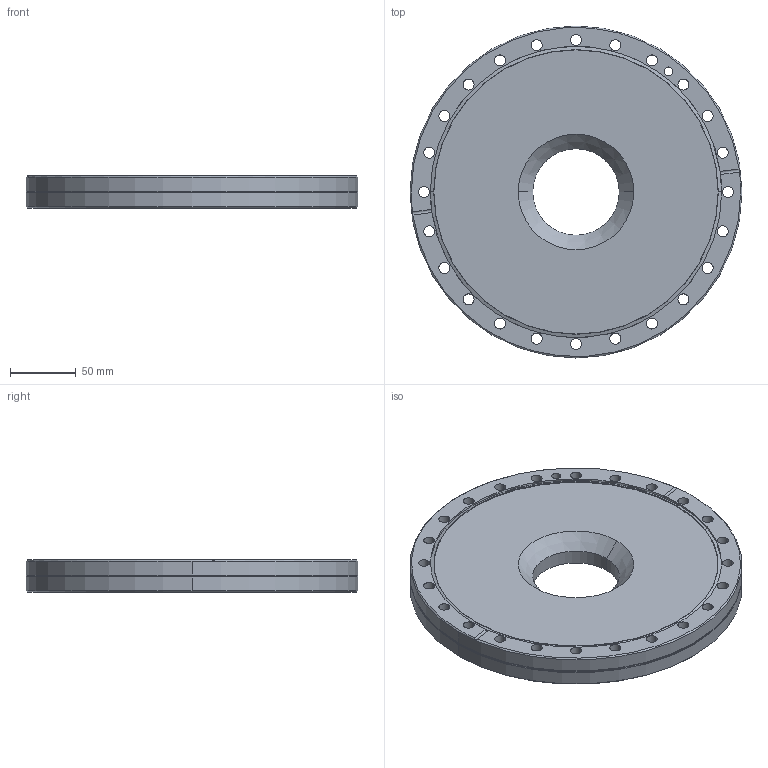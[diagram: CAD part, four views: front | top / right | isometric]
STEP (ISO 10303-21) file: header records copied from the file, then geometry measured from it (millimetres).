
FILE_DESCRIPTION (( 'STEP AP214' ), '1' );
FILE_NAME ('480FLR200-063.step', '2017-07-10T04:59:10', ( 'install' ), ( '' ), 'SwSTEP 2.0', 'SolidWorks 2015', '' );
FILE_SCHEMA (( 'AUTOMOTIVE_DESIGN' ));
Length unit declared in the file: millimetre
Products named in the file (1): 480FLR200-063
Bounding box: 253.2 x 253.2 x 24.5 mm (x, y, z)
Volume: 1051946.8 mm3; surface area: 134076.3 mm2
Topology: 1 solids, 1 shells, 125 faces, 326 edges, 196 vertices
Faces by surface type: cylinder 80, cone 30, torus 8, plane 5, sphere 2
Entity records: 4196 total; most frequent: DIRECTION 746, CARTESIAN_POINT 726, ORIENTED_EDGE 620, AXIS2_PLACEMENT_3D 316, EDGE_CURVE 310, VERTEX_POINT 196, CIRCLE 190, EDGE_LOOP 186
